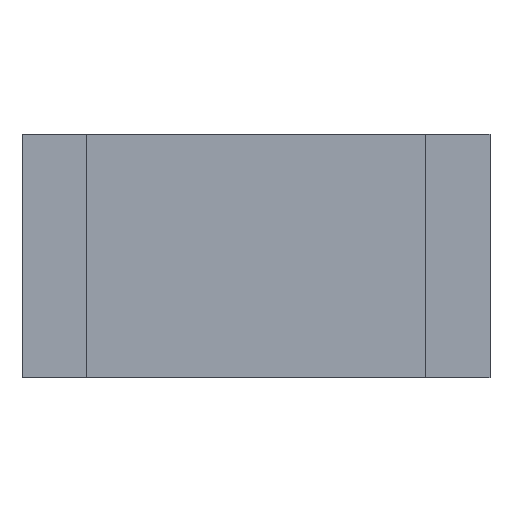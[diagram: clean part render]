
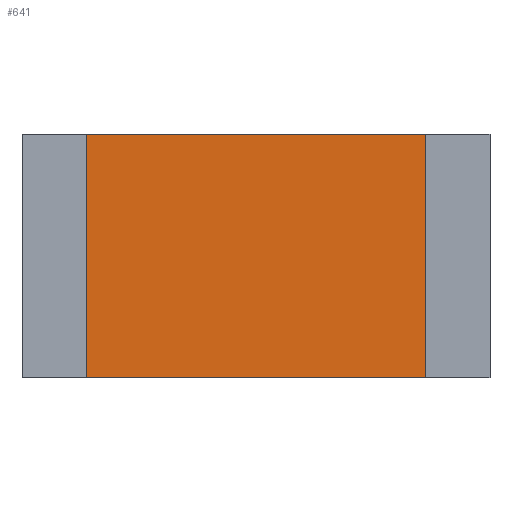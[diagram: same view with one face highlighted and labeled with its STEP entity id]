
A CAD part, front view. The second image highlights one B-rep face of the part: STEP entity #641.
In plain terms, the highlighted planar face has unit normal (0, -1, 0).
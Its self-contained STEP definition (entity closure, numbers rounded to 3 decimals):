
#19 = ORIENTED_EDGE ( 'NONE', *, *, #156, .F. ) ;
#81 = LINE ( 'NONE', #2745, #2829 ) ;
#156 = EDGE_CURVE ( 'NONE', #2174, #1117, #2127, .T. ) ;
#230 = EDGE_LOOP ( 'NONE', ( #19, #2463, #1902, #1493 ) ) ;
#298 = FACE_OUTER_BOUND ( 'NONE', #230, .T. ) ;
#641 = ADVANCED_FACE ( 'NONE', ( #298 ), #2430, .T. ) ;
#664 = CARTESIAN_POINT ( 'NONE',  ( 4.968, 0., -2.65 ) ) ;
#757 = EDGE_CURVE ( 'NONE', #1241, #1117, #2272, .T. ) ;
#846 = CARTESIAN_POINT ( 'NONE',  ( 0., 0., -2.65 ) ) ;
#918 = EDGE_CURVE ( 'NONE', #1975, #2174, #81, .T. ) ;
#1077 = DIRECTION ( 'NONE',  ( 1., 0., 0. ) ) ;
#1117 = VERTEX_POINT ( 'NONE', #1347 ) ;
#1149 = AXIS2_PLACEMENT_3D ( 'NONE', #3253, #1652, #1341 ) ;
#1241 = VERTEX_POINT ( 'NONE', #664 ) ;
#1321 = DIRECTION ( 'NONE',  ( 0., 0., 1. ) ) ;
#1341 = DIRECTION ( 'NONE',  ( 0., 0., -1. ) ) ;
#1347 = CARTESIAN_POINT ( 'NONE',  ( 4.968, 0., 0. ) ) ;
#1349 = CARTESIAN_POINT ( 'NONE',  ( 0., 0., 0. ) ) ;
#1493 = ORIENTED_EDGE ( 'NONE', *, *, #757, .T. ) ;
#1592 = CARTESIAN_POINT ( 'NONE',  ( 0., 0., 0. ) ) ;
#1652 = DIRECTION ( 'NONE',  ( 0., -1., 0. ) ) ;
#1702 = CARTESIAN_POINT ( 'NONE',  ( 4.968, 0., -2.65 ) ) ;
#1902 = ORIENTED_EDGE ( 'NONE', *, *, #2864, .T. ) ;
#1928 = VECTOR ( 'NONE', #1077, 1000. ) ;
#1975 = VERTEX_POINT ( 'NONE', #2508 ) ;
#2127 = LINE ( 'NONE', #1592, #1928 ) ;
#2174 = VERTEX_POINT ( 'NONE', #1349 ) ;
#2272 = LINE ( 'NONE', #1702, #2377 ) ;
#2377 = VECTOR ( 'NONE', #3356, 1000. ) ;
#2430 = PLANE ( 'NONE',  #1149 ) ;
#2463 = ORIENTED_EDGE ( 'NONE', *, *, #918, .F. ) ;
#2475 = LINE ( 'NONE', #846, #3406 ) ;
#2508 = CARTESIAN_POINT ( 'NONE',  ( 0., 0., -2.65 ) ) ;
#2745 = CARTESIAN_POINT ( 'NONE',  ( 0., 0., -2.65 ) ) ;
#2829 = VECTOR ( 'NONE', #1321, 1000. ) ;
#2864 = EDGE_CURVE ( 'NONE', #1975, #1241, #2475, .T. ) ;
#2990 = DIRECTION ( 'NONE',  ( 1., 0., 0. ) ) ;
#3253 = CARTESIAN_POINT ( 'NONE',  ( 0., 0., -2.65 ) ) ;
#3356 = DIRECTION ( 'NONE',  ( 0., 0., 1. ) ) ;
#3406 = VECTOR ( 'NONE', #2990, 1000. ) ;
